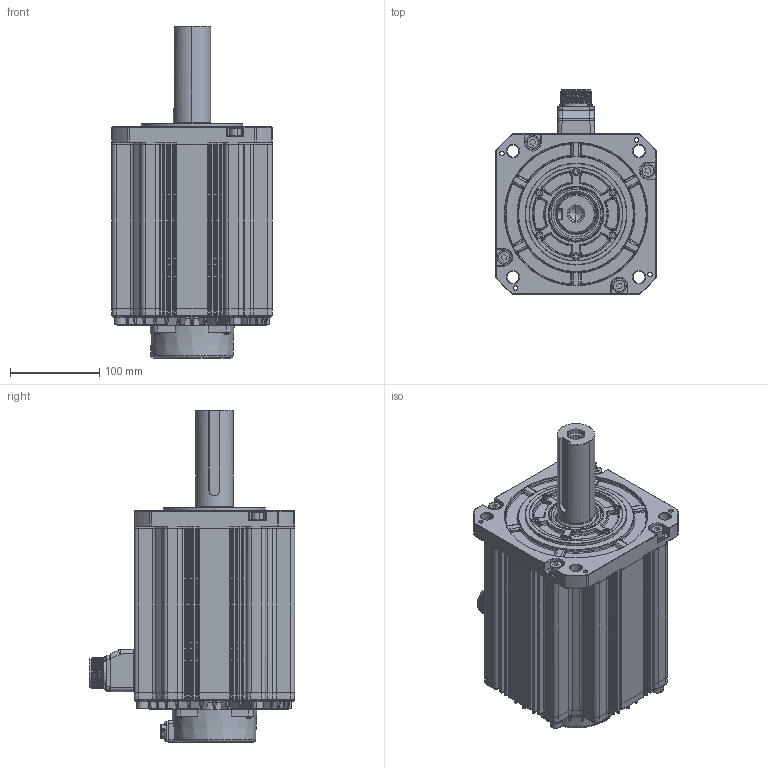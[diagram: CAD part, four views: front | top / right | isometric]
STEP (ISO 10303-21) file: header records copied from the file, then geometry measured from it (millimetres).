
FILE_DESCRIPTION( ('This file contains a STEP AP42 implementation' ,'as created by ZW3D STEP Interface translator.') ,'2;1' );
FILE_NAME( '7.5KW祥湍价陬嫖晤.stp' ,'241120.11 211', (''), ('ZWCAD Software Co.'), 'Version 1.0', 'ZW3D to STEP translator', '' );
FILE_SCHEMA(('AUTOMOTIVE_DESIGN { 1 0 10303 214 1 1 1 1 }'));
Length unit declared in the file: millimetre
Products named in the file (2): 0; 7.5KW祥湍价陬嫖晤
Bounding box: 180 x 230.2 x 372.5 mm (x, y, z)
Volume: 6555403.3 mm3; surface area: 323220 mm2
Topology: 1 solids, 5 shells, 4722 faces, 12497 edges, 7721 vertices
Faces by surface type: plane 1723, bspline 1515, cylinder 892, cone 302, torus 222, sphere 68
Full cylindrical faces by diameter (mm): 0.8 x4, 1 x10, 3 x22, 3.5 x4, 5.5 x8, 6 x8, 11.8 x1, 15.2 x1, 16 x8
Entity records: 227042 total; most frequent: CARTESIAN_POINT 119049, ORIENTED_EDGE 24898, DIRECTION 16904, EDGE_CURVE 12442, VERTEX_POINT 7731, AXIS2_PLACEMENT_3D 5655, VECTOR 5594, LINE 5594
